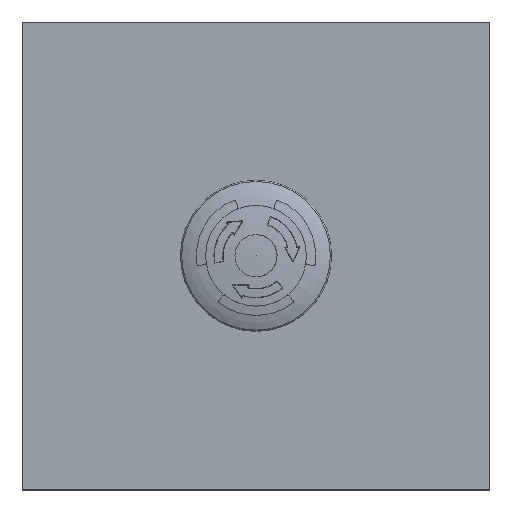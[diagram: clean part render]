
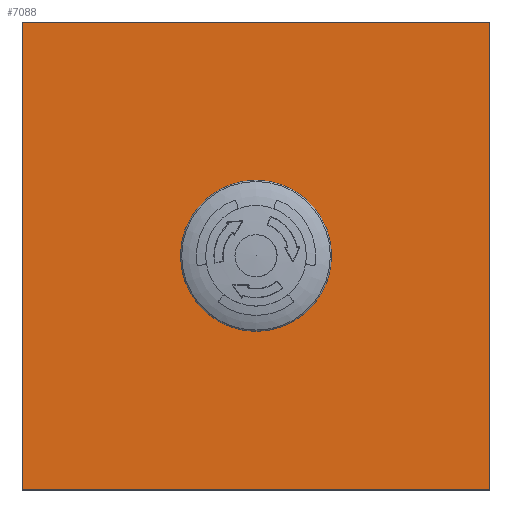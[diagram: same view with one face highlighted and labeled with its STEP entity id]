
A CAD part, top view. The second image highlights one B-rep face of the part: STEP entity #7088.
In plain terms, the highlighted planar face has unit normal (0, 0, 1).
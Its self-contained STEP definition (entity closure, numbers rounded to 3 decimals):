
#466=PLANE('',#8004);
#1090=LINE('',#15411,#1441);
#1094=LINE('',#15419,#1445);
#1097=LINE('',#15425,#1448);
#1099=LINE('',#15433,#1450);
#1441=VECTOR('',#9862,1000.);
#1445=VECTOR('',#9868,1000.);
#1448=VECTOR('',#9873,1000.);
#1450=VECTOR('',#9883,1000.);
#3475=ORIENTED_EDGE('',*,*,#4498,.T.);
#3476=ORIENTED_EDGE('',*,*,#4490,.T.);
#3477=ORIENTED_EDGE('',*,*,#4494,.T.);
#3478=ORIENTED_EDGE('',*,*,#4497,.T.);
#3479=ORIENTED_EDGE('',*,*,#4501,.T.);
#4490=EDGE_CURVE('',#5153,#5152,#1090,.T.);
#4494=EDGE_CURVE('',#5152,#5155,#1094,.T.);
#4497=EDGE_CURVE('',#5155,#5157,#1097,.T.);
#4498=EDGE_CURVE('',#5158,#5158,#5524,.T.);
#4501=EDGE_CURVE('',#5157,#5153,#1099,.T.);
#5152=VERTEX_POINT('',#15410);
#5153=VERTEX_POINT('',#15412);
#5155=VERTEX_POINT('',#15418);
#5157=VERTEX_POINT('',#15424);
#5158=VERTEX_POINT('',#15428);
#5524=CIRCLE('',#8001,11.);
#6039=EDGE_LOOP('',(#3475));
#6040=EDGE_LOOP('',(#3476,#3477,#3478,#3479));
#6556=FACE_BOUND('',#6039,.T.);
#6557=FACE_BOUND('',#6040,.T.);
#7088=ADVANCED_FACE('',(#6556,#6557),#466,.T.);
#8001=AXIS2_PLACEMENT_3D('',#15427,#9876,#9877);
#8004=AXIS2_PLACEMENT_3D('',#15434,#9884,#9885);
#9862=DIRECTION('',(0.,-1.,0.));
#9868=DIRECTION('',(1.,0.,0.));
#9873=DIRECTION('',(0.,1.,0.));
#9876=DIRECTION('',(0.,0.,-1.));
#9877=DIRECTION('',(1.,0.,0.));
#9883=DIRECTION('',(-1.,0.,0.));
#9884=DIRECTION('',(0.,0.,1.));
#9885=DIRECTION('',(1.,0.,0.));
#15410=CARTESIAN_POINT('',(-50.,-50.,-0.001));
#15411=CARTESIAN_POINT('',(-50.,50.,-0.001));
#15412=CARTESIAN_POINT('',(-50.,50.,-0.001));
#15418=CARTESIAN_POINT('',(50.,-50.,-0.001));
#15419=CARTESIAN_POINT('',(-50.,-50.,-0.001));
#15424=CARTESIAN_POINT('',(50.,50.,-0.001));
#15425=CARTESIAN_POINT('',(50.,-50.,-0.001));
#15427=CARTESIAN_POINT('',(0.,0.,-0.001));
#15428=CARTESIAN_POINT('',(11.,0.,-0.001));
#15433=CARTESIAN_POINT('',(50.,50.,-0.001));
#15434=CARTESIAN_POINT('',(0.,0.,-0.001));
